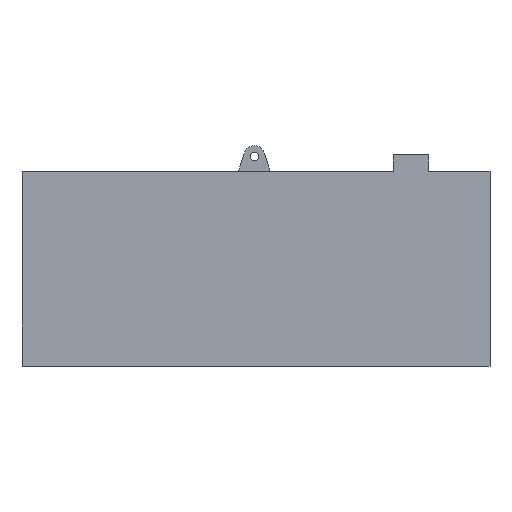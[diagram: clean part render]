
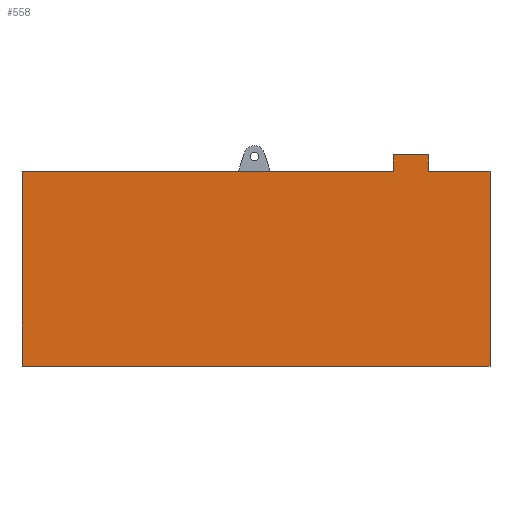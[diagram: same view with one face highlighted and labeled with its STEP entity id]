
A CAD part, front view. The second image highlights one B-rep face of the part: STEP entity #558.
In plain terms, the highlighted planar face has unit normal (0, -1, 0).
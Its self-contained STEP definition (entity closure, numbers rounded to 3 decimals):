
#16 = VECTOR ( 'NONE', #646, 1000. ) ;
#19 = LINE ( 'NONE', #745, #678 ) ;
#26 = PLANE ( 'NONE',  #1070 ) ;
#109 = EDGE_CURVE ( 'NONE', #346, #1132, #19, .T. ) ;
#115 = ORIENTED_EDGE ( 'NONE', *, *, #892, .T. ) ;
#125 = EDGE_CURVE ( 'NONE', #159, #1078, #573, .T. ) ;
#153 = VECTOR ( 'NONE', #471, 1000. ) ;
#157 = CARTESIAN_POINT ( 'NONE',  ( -28.637, -7.99, 13.75 ) ) ;
#159 = VERTEX_POINT ( 'NONE', #260 ) ;
#193 = CARTESIAN_POINT ( 'NONE',  ( 52.366, -7.99, 16.05 ) ) ;
#203 = VERTEX_POINT ( 'NONE', #1029 ) ;
#226 = VECTOR ( 'NONE', #351, 1000. ) ;
#227 = VECTOR ( 'NONE', #704, 1000. ) ;
#231 = CARTESIAN_POINT ( 'NONE',  ( 66., -7.99, 13.75 ) ) ;
#237 = CARTESIAN_POINT ( 'NONE',  ( 0., -7.99, -13.75 ) ) ;
#260 = CARTESIAN_POINT ( 'NONE',  ( 57.366, -7.99, 13.75 ) ) ;
#265 = DIRECTION ( 'NONE',  ( 0., 0., -1. ) ) ;
#295 = ORIENTED_EDGE ( 'NONE', *, *, #109, .T. ) ;
#318 = EDGE_CURVE ( 'NONE', #1115, #1132, #1168, .T. ) ;
#335 = EDGE_CURVE ( 'NONE', #159, #203, #991, .T. ) ;
#336 = ORIENTED_EDGE ( 'NONE', *, *, #360, .T. ) ;
#346 = VERTEX_POINT ( 'NONE', #1096 ) ;
#350 = CARTESIAN_POINT ( 'NONE',  ( 0., -7.99, 13.75 ) ) ;
#351 = DIRECTION ( 'NONE',  ( 1., 0., 0. ) ) ;
#360 = EDGE_CURVE ( 'NONE', #953, #816, #741, .T. ) ;
#365 = EDGE_CURVE ( 'NONE', #203, #346, #1093, .T. ) ;
#422 = LINE ( 'NONE', #797, #227 ) ;
#437 = VECTOR ( 'NONE', #478, 1000. ) ;
#471 = DIRECTION ( 'NONE',  ( 1., 0., 0. ) ) ;
#472 = DIRECTION ( 'NONE',  ( 0., 0., -1. ) ) ;
#478 = DIRECTION ( 'NONE',  ( 1., 0., 0. ) ) ;
#484 = CARTESIAN_POINT ( 'NONE',  ( 0., -7.99, 13.75 ) ) ;
#496 = DIRECTION ( 'NONE',  ( 0., -1., 0. ) ) ;
#542 = ORIENTED_EDGE ( 'NONE', *, *, #335, .T. ) ;
#558 = ADVANCED_FACE ( 'NONE', ( #862 ), #26, .T. ) ;
#572 = CARTESIAN_POINT ( 'NONE',  ( 66., -7.99, -13.75 ) ) ;
#573 = LINE ( 'NONE', #927, #437 ) ;
#646 = DIRECTION ( 'NONE',  ( 0., 0., 1. ) ) ;
#660 = CARTESIAN_POINT ( 'NONE',  ( -28.637, -7.99, -13.75 ) ) ;
#670 = ORIENTED_EDGE ( 'NONE', *, *, #365, .T. ) ;
#678 = VECTOR ( 'NONE', #472, 1000. ) ;
#687 = DIRECTION ( 'NONE',  ( -1., 0., 0. ) ) ;
#688 = ORIENTED_EDGE ( 'NONE', *, *, #318, .F. ) ;
#692 = CARTESIAN_POINT ( 'NONE',  ( 52.366, -7.99, 13.75 ) ) ;
#704 = DIRECTION ( 'NONE',  ( 0., 0., -1. ) ) ;
#719 = VECTOR ( 'NONE', #265, 1000. ) ;
#735 = CARTESIAN_POINT ( 'NONE',  ( 57.366, -7.99, 13.75 ) ) ;
#741 = LINE ( 'NONE', #660, #153 ) ;
#745 = CARTESIAN_POINT ( 'NONE',  ( 52.366, -7.99, 13.75 ) ) ;
#758 = EDGE_CURVE ( 'NONE', #1078, #816, #422, .T. ) ;
#797 = CARTESIAN_POINT ( 'NONE',  ( 66., -7.99, 13.75 ) ) ;
#816 = VERTEX_POINT ( 'NONE', #572 ) ;
#818 = ORIENTED_EDGE ( 'NONE', *, *, #758, .F. ) ;
#827 = VECTOR ( 'NONE', #687, 1000. ) ;
#856 = DIRECTION ( 'NONE',  ( 0., 0., -1. ) ) ;
#862 = FACE_OUTER_BOUND ( 'NONE', #890, .T. ) ;
#890 = EDGE_LOOP ( 'NONE', ( #688, #115, #336, #818, #1099, #542, #670, #295 ) ) ;
#892 = EDGE_CURVE ( 'NONE', #1115, #953, #995, .T. ) ;
#927 = CARTESIAN_POINT ( 'NONE',  ( -28.637, -7.99, 13.75 ) ) ;
#953 = VERTEX_POINT ( 'NONE', #237 ) ;
#991 = LINE ( 'NONE', #735, #16 ) ;
#995 = LINE ( 'NONE', #350, #719 ) ;
#1029 = CARTESIAN_POINT ( 'NONE',  ( 57.366, -7.99, 16.05 ) ) ;
#1070 = AXIS2_PLACEMENT_3D ( 'NONE', #1110, #496, #856 ) ;
#1078 = VERTEX_POINT ( 'NONE', #231 ) ;
#1093 = LINE ( 'NONE', #193, #827 ) ;
#1096 = CARTESIAN_POINT ( 'NONE',  ( 52.366, -7.99, 16.05 ) ) ;
#1099 = ORIENTED_EDGE ( 'NONE', *, *, #125, .F. ) ;
#1110 = CARTESIAN_POINT ( 'NONE',  ( -28.637, -7.99, 13.75 ) ) ;
#1115 = VERTEX_POINT ( 'NONE', #484 ) ;
#1132 = VERTEX_POINT ( 'NONE', #692 ) ;
#1168 = LINE ( 'NONE', #157, #226 ) ;
